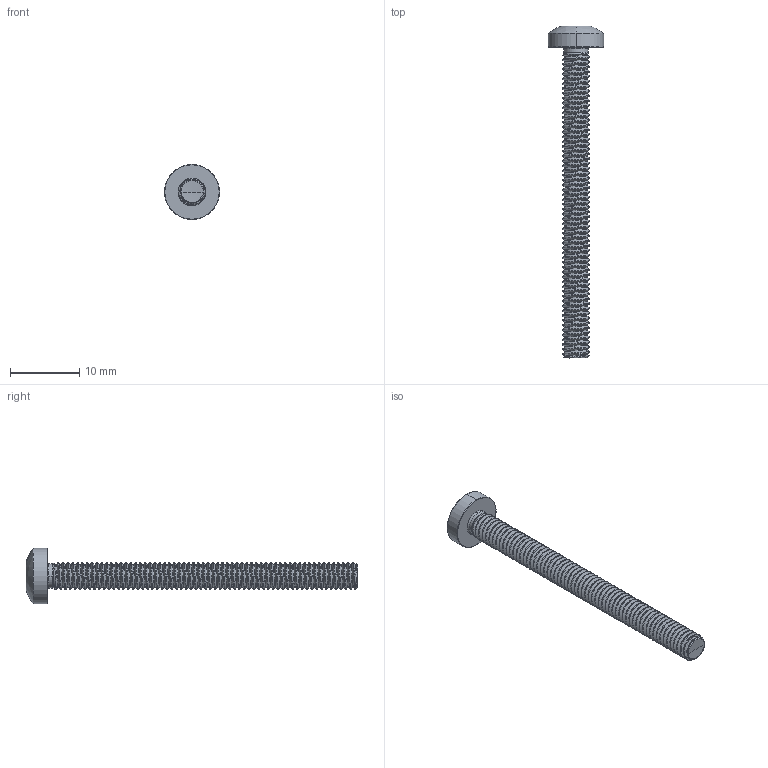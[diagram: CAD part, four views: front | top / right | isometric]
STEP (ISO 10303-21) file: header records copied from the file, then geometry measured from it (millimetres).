
FILE_DESCRIPTION (( 'STEP AP203' ), '1' );
FILE_NAME ('STM390400450.STEP', '2020-12-23T16:23:58', ( '' ), ( '' ), 'SwSTEP 2.0', 'SolidWorks 2015', '' );
FILE_SCHEMA (( 'CONFIG_CONTROL_DESIGN' ));
Length unit declared in the file: millimetre
Products named in the file (2): STM390400450
Bounding box: 8 x 48.1 x 8 mm (x, y, z)
Volume: 568.3 mm3; surface area: 1016.8 mm2
Topology: 1 solids, 1 shells, 197 faces, 551 edges, 356 vertices
Faces by surface type: cylinder 148, bspline 18, torus 13, cone 11, sphere 4, plane 3
Entity records: 36691 total; most frequent: CARTESIAN_POINT 32406, ORIENTED_EDGE 1098, DIRECTION 649, EDGE_CURVE 549, VERTEX_POINT 356, AXIS2_PLACEMENT_3D 246, EDGE_LOOP 199, FACE_OUTER_BOUND 197
